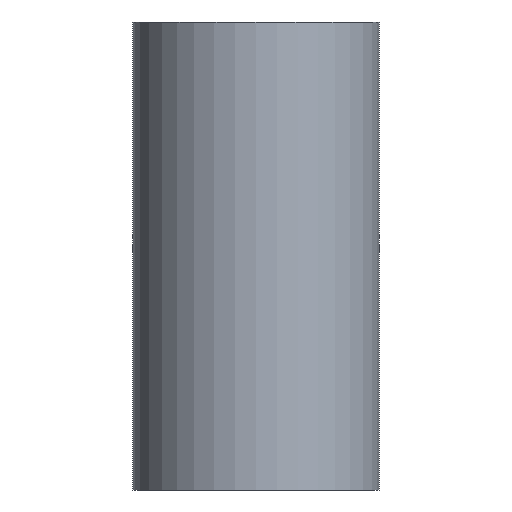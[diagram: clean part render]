
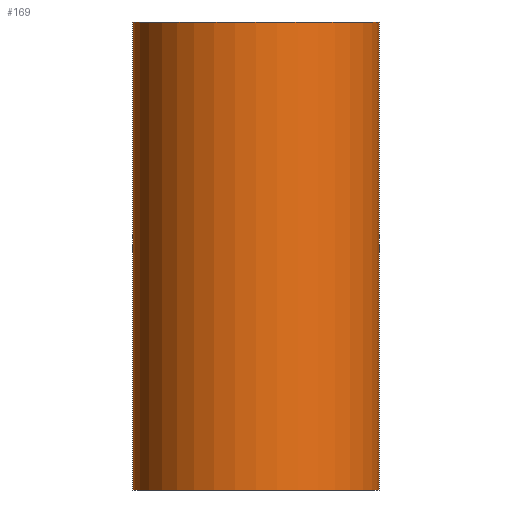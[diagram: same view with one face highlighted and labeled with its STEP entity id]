
A CAD part, left-side view. The second image highlights one B-rep face of the part: STEP entity #169.
In plain terms, the highlighted cylindrical face has radius 30.5 mm (diameter 61 mm), a full revolution.
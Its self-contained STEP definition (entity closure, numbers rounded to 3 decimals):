
#22=FACE_BOUND($,#58,.T.);
#23=FACE_BOUND($,#59,.T.);
#38=B_SPLINE_CURVE_WITH_KNOTS($,3,(#327,#328,#329,#330,#331,#332,#333,#334,
#335,#336,#337,#338,#339,#340,#341,#342,#343,#344),.UNSPECIFIED.,.F.,.F.,
(4,2,2,2,2,2,2,2,4),(6.616,7.032,7.448,
7.865,8.281,8.692,9.102,9.513,
9.924),.UNSPECIFIED.);
#39=B_SPLINE_CURVE_WITH_KNOTS($,3,(#346,#347,#348,#349,#350,#351,#352,#353,
#354,#355,#356,#357,#358,#359,#360,#361,#362,#363),.UNSPECIFIED.,.F.,.F.,
(4,2,2,2,2,2,2,2,4),(-6.616,-6.2,-5.784,
-5.367,-4.951,-4.54,-4.13,
-3.719,-3.308),.UNSPECIFIED.);
#40=B_SPLINE_CURVE_WITH_KNOTS($,3,(#365,#366,#367,#368,#369,#370,#371,#372,
#373,#374,#375,#376,#377,#378,#379,#380,#381,#382),.UNSPECIFIED.,.F.,.F.,
(4,2,2,2,2,2,2,2,4),(9.924,10.335,10.745,
11.156,11.567,11.983,12.399,12.816,
13.232),.UNSPECIFIED.);
#41=B_SPLINE_CURVE_WITH_KNOTS($,3,(#383,#384,#385,#386,#387,#388,#389,#390,
#391,#392,#393,#394,#395,#396,#397,#398,#399,#400),.UNSPECIFIED.,.F.,.F.,
(4,2,2,2,2,2,2,2,4),(-3.308,-2.897,-2.486,
-2.076,-1.665,-1.249,-0.832,
-0.416,0.),.UNSPECIFIED.);
#44=FACE_OUTER_BOUND($,#57,.T.);
#57=EDGE_LOOP($,(#131));
#58=EDGE_LOOP($,(#132));
#59=EDGE_LOOP($,(#133,#134,#135,#136));
#83=CIRCLE($,#189,30.5);
#84=CIRCLE($,#190,30.5);
#96=VERTEX_POINT($,#321);
#97=VERTEX_POINT($,#323);
#98=VERTEX_POINT($,#325);
#99=VERTEX_POINT($,#326);
#100=VERTEX_POINT($,#345);
#101=VERTEX_POINT($,#364);
#113=EDGE_CURVE($,#96,#96,#83,.T.);
#114=EDGE_CURVE($,#97,#97,#84,.T.);
#115=EDGE_CURVE($,#98,#99,#38,.T.);
#116=EDGE_CURVE($,#98,#100,#39,.T.);
#117=EDGE_CURVE($,#100,#101,#40,.T.);
#118=EDGE_CURVE($,#99,#101,#41,.T.);
#131=ORIENTED_EDGE($,*,*,#113,.F.);
#132=ORIENTED_EDGE($,*,*,#114,.T.);
#133=ORIENTED_EDGE($,*,*,#115,.F.);
#134=ORIENTED_EDGE($,*,*,#116,.T.);
#135=ORIENTED_EDGE($,*,*,#117,.T.);
#136=ORIENTED_EDGE($,*,*,#118,.F.);
#162=CYLINDRICAL_SURFACE($,#188,30.5);
#169=ADVANCED_FACE($,(#44,#22,#23),#162,.T.);
#188=AXIS2_PLACEMENT_3D($,#320,#220,#221);
#189=AXIS2_PLACEMENT_3D($,#322,#222,#223);
#190=AXIS2_PLACEMENT_3D($,#324,#224,#225);
#220=DIRECTION('center_axis',(0.,0.,1.));
#221=DIRECTION('ref_axis',(1.,0.,0.));
#222=DIRECTION('center_axis',(0.,0.,1.));
#223=DIRECTION('ref_axis',(1.,0.,0.));
#224=DIRECTION('center_axis',(0.,0.,1.));
#225=DIRECTION('ref_axis',(1.,0.,0.));
#320=CARTESIAN_POINT('Origin',(0.,0.,0.));
#321=CARTESIAN_POINT('',(-30.5,0.,116.));
#322=CARTESIAN_POINT('Origin',(0.,0.,116.));
#323=CARTESIAN_POINT('',(30.5,0.,0.));
#324=CARTESIAN_POINT('Origin',(0.,0.,0.));
#325=CARTESIAN_POINT('',(22.119,-21.,58.));
#326=CARTESIAN_POINT('',(30.5,0.,37.));
#327=CARTESIAN_POINT('Ctrl Pts',(22.119,-21.,58.));
#328=CARTESIAN_POINT('Ctrl Pts',(22.119,-21.,56.613));
#329=CARTESIAN_POINT('Ctrl Pts',(22.254,-20.861,55.207));
#330=CARTESIAN_POINT('Ctrl Pts',(22.763,-20.303,52.455));
#331=CARTESIAN_POINT('Ctrl Pts',(23.137,-19.886,51.108));
#332=CARTESIAN_POINT('Ctrl Pts',(24.023,-18.805,48.549));
#333=CARTESIAN_POINT('Ctrl Pts',(24.536,-18.141,47.335));
#334=CARTESIAN_POINT('Ctrl Pts',(25.591,-16.62,45.092));
#335=CARTESIAN_POINT('Ctrl Pts',(26.132,-15.762,44.063));
#336=CARTESIAN_POINT('Ctrl Pts',(27.143,-13.948,42.25));
#337=CARTESIAN_POINT('Ctrl Pts',(27.652,-12.927,41.395));
#338=CARTESIAN_POINT('Ctrl Pts',(28.594,-10.683,39.87));
#339=CARTESIAN_POINT('Ctrl Pts',(29.026,-9.461,39.2));
#340=CARTESIAN_POINT('Ctrl Pts',(29.743,-6.885,38.112));
#341=CARTESIAN_POINT('Ctrl Pts',(30.027,-5.528,37.692));
#342=CARTESIAN_POINT('Ctrl Pts',(30.406,-2.77,37.136));
#343=CARTESIAN_POINT('Ctrl Pts',(30.5,-1.369,37.));
#344=CARTESIAN_POINT('Ctrl Pts',(30.5,0.,37.));
#345=CARTESIAN_POINT('',(30.5,0.,79.));
#346=CARTESIAN_POINT('Ctrl Pts',(22.119,-21.,58.));
#347=CARTESIAN_POINT('Ctrl Pts',(22.119,-21.,59.387));
#348=CARTESIAN_POINT('Ctrl Pts',(22.254,-20.861,60.793));
#349=CARTESIAN_POINT('Ctrl Pts',(22.763,-20.303,63.545));
#350=CARTESIAN_POINT('Ctrl Pts',(23.137,-19.886,64.892));
#351=CARTESIAN_POINT('Ctrl Pts',(24.023,-18.805,67.451));
#352=CARTESIAN_POINT('Ctrl Pts',(24.536,-18.141,68.665));
#353=CARTESIAN_POINT('Ctrl Pts',(25.591,-16.62,70.908));
#354=CARTESIAN_POINT('Ctrl Pts',(26.132,-15.762,71.937));
#355=CARTESIAN_POINT('Ctrl Pts',(27.143,-13.948,73.75));
#356=CARTESIAN_POINT('Ctrl Pts',(27.652,-12.927,74.605));
#357=CARTESIAN_POINT('Ctrl Pts',(28.594,-10.683,76.13));
#358=CARTESIAN_POINT('Ctrl Pts',(29.026,-9.461,76.8));
#359=CARTESIAN_POINT('Ctrl Pts',(29.743,-6.885,77.888));
#360=CARTESIAN_POINT('Ctrl Pts',(30.027,-5.528,78.308));
#361=CARTESIAN_POINT('Ctrl Pts',(30.406,-2.77,78.864));
#362=CARTESIAN_POINT('Ctrl Pts',(30.5,-1.369,79.));
#363=CARTESIAN_POINT('Ctrl Pts',(30.5,0.,79.));
#364=CARTESIAN_POINT('',(22.119,21.,58.));
#365=CARTESIAN_POINT('Ctrl Pts',(30.5,0.,79.));
#366=CARTESIAN_POINT('Ctrl Pts',(30.5,1.369,79.));
#367=CARTESIAN_POINT('Ctrl Pts',(30.406,2.77,78.864));
#368=CARTESIAN_POINT('Ctrl Pts',(30.027,5.528,78.308));
#369=CARTESIAN_POINT('Ctrl Pts',(29.743,6.885,77.888));
#370=CARTESIAN_POINT('Ctrl Pts',(29.026,9.461,76.8));
#371=CARTESIAN_POINT('Ctrl Pts',(28.594,10.683,76.13));
#372=CARTESIAN_POINT('Ctrl Pts',(27.652,12.927,74.605));
#373=CARTESIAN_POINT('Ctrl Pts',(27.143,13.948,73.75));
#374=CARTESIAN_POINT('Ctrl Pts',(26.132,15.762,71.937));
#375=CARTESIAN_POINT('Ctrl Pts',(25.591,16.62,70.908));
#376=CARTESIAN_POINT('Ctrl Pts',(24.536,18.141,68.665));
#377=CARTESIAN_POINT('Ctrl Pts',(24.023,18.805,67.451));
#378=CARTESIAN_POINT('Ctrl Pts',(23.137,19.886,64.892));
#379=CARTESIAN_POINT('Ctrl Pts',(22.763,20.303,63.545));
#380=CARTESIAN_POINT('Ctrl Pts',(22.254,20.861,60.793));
#381=CARTESIAN_POINT('Ctrl Pts',(22.119,21.,59.387));
#382=CARTESIAN_POINT('Ctrl Pts',(22.119,21.,58.));
#383=CARTESIAN_POINT('Ctrl Pts',(30.5,0.,37.));
#384=CARTESIAN_POINT('Ctrl Pts',(30.5,1.369,37.));
#385=CARTESIAN_POINT('Ctrl Pts',(30.406,2.77,37.136));
#386=CARTESIAN_POINT('Ctrl Pts',(30.027,5.528,37.692));
#387=CARTESIAN_POINT('Ctrl Pts',(29.743,6.885,38.112));
#388=CARTESIAN_POINT('Ctrl Pts',(29.026,9.461,39.2));
#389=CARTESIAN_POINT('Ctrl Pts',(28.594,10.683,39.87));
#390=CARTESIAN_POINT('Ctrl Pts',(27.652,12.927,41.395));
#391=CARTESIAN_POINT('Ctrl Pts',(27.143,13.948,42.25));
#392=CARTESIAN_POINT('Ctrl Pts',(26.132,15.762,44.063));
#393=CARTESIAN_POINT('Ctrl Pts',(25.591,16.62,45.092));
#394=CARTESIAN_POINT('Ctrl Pts',(24.536,18.141,47.335));
#395=CARTESIAN_POINT('Ctrl Pts',(24.023,18.805,48.549));
#396=CARTESIAN_POINT('Ctrl Pts',(23.137,19.886,51.108));
#397=CARTESIAN_POINT('Ctrl Pts',(22.763,20.303,52.455));
#398=CARTESIAN_POINT('Ctrl Pts',(22.254,20.861,55.207));
#399=CARTESIAN_POINT('Ctrl Pts',(22.119,21.,56.613));
#400=CARTESIAN_POINT('Ctrl Pts',(22.119,21.,58.));
